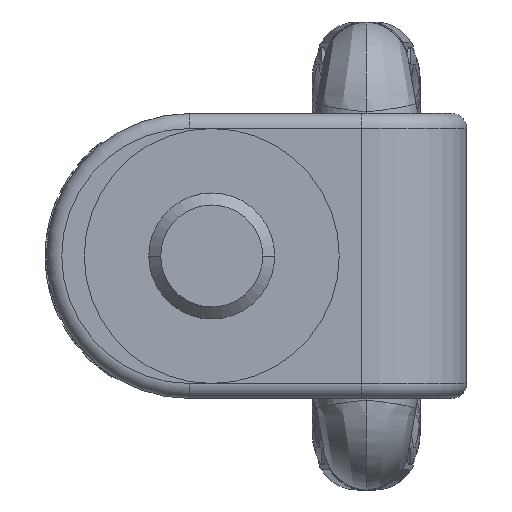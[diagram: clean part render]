
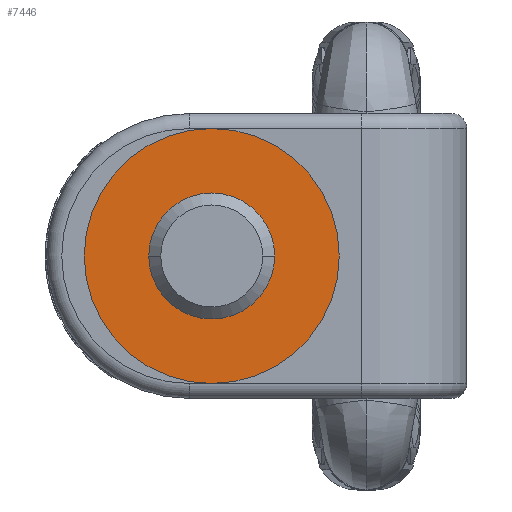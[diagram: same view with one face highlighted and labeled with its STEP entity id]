
A CAD part, front view. The second image highlights one B-rep face of the part: STEP entity #7446.
In plain terms, the highlighted planar face has unit normal (0, -1, 0).
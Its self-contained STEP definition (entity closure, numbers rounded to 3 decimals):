
#1978=CARTESIAN_POINT('',(-87.,-8.5,0.));
#1979=DIRECTION('',(0.,1.,0.));
#1980=DIRECTION('',(1.,0.,0.));
#1981=AXIS2_PLACEMENT_3D('',#1978,#1979,#1980);
#1983=CARTESIAN_POINT('',(-87.,-8.5,0.));
#1984=DIRECTION('',(0.,-1.,0.));
#1985=DIRECTION('',(1.,0.,0.));
#1986=AXIS2_PLACEMENT_3D('',#1983,#1984,#1985);
#1988=CARTESIAN_POINT('',(-87.,-8.5,0.));
#1989=DIRECTION('',(0.,-1.,0.));
#1990=DIRECTION('',(1.,0.,0.));
#1991=AXIS2_PLACEMENT_3D('',#1988,#1989,#1990);
#2001=CARTESIAN_POINT('',(-87.,-8.5,0.));
#2002=DIRECTION('',(0.,1.,0.));
#2003=DIRECTION('',(1.,0.,0.));
#2004=AXIS2_PLACEMENT_3D('',#2001,#2002,#2003);
#5263=CARTESIAN_POINT('',(-44.5,-8.5,0.));
#5265=VERTEX_POINT('',#5263);
#5271=CARTESIAN_POINT('',(-129.5,-8.5,0.));
#5273=VERTEX_POINT('',#5271);
#5283=CARTESIAN_POINT('',(-66.,-8.5,0.));
#5284=CARTESIAN_POINT('',(-108.,-8.5,0.));
#5285=VERTEX_POINT('',#5283);
#5286=VERTEX_POINT('',#5284);
#7431=CARTESIAN_POINT('',(-87.,-8.5,0.));
#7432=DIRECTION('',(0.,-1.,0.));
#7433=DIRECTION('',(-1.,0.,0.));
#7434=AXIS2_PLACEMENT_3D('',#7431,#7432,#7433);
#7435=PLANE('',#7434);
#7437=ORIENTED_EDGE('',*,*,#7436,.F.);
#7439=ORIENTED_EDGE('',*,*,#7438,.T.);
#7440=EDGE_LOOP('',(#7437,#7439));
#7441=FACE_OUTER_BOUND('',#7440,.F.);
#7442=ORIENTED_EDGE('',*,*,#7423,.F.);
#7443=ORIENTED_EDGE('',*,*,#7390,.T.);
#7444=EDGE_LOOP('',(#7442,#7443));
#7445=FACE_BOUND('',#7444,.F.);
#7446=ADVANCED_FACE('',(#7441,#7445),#7435,.T.);
#1982=CIRCLE('',#1981,21.);
#1987=CIRCLE('',#1986,21.);
#1992=CIRCLE('',#1991,42.5);
#2005=CIRCLE('',#2004,42.5);
#7390=EDGE_CURVE('',#5285,#5286,#1987,.T.);
#7423=EDGE_CURVE('',#5285,#5286,#1982,.T.);
#7436=EDGE_CURVE('',#5265,#5273,#1992,.T.);
#7438=EDGE_CURVE('',#5265,#5273,#2005,.T.);
